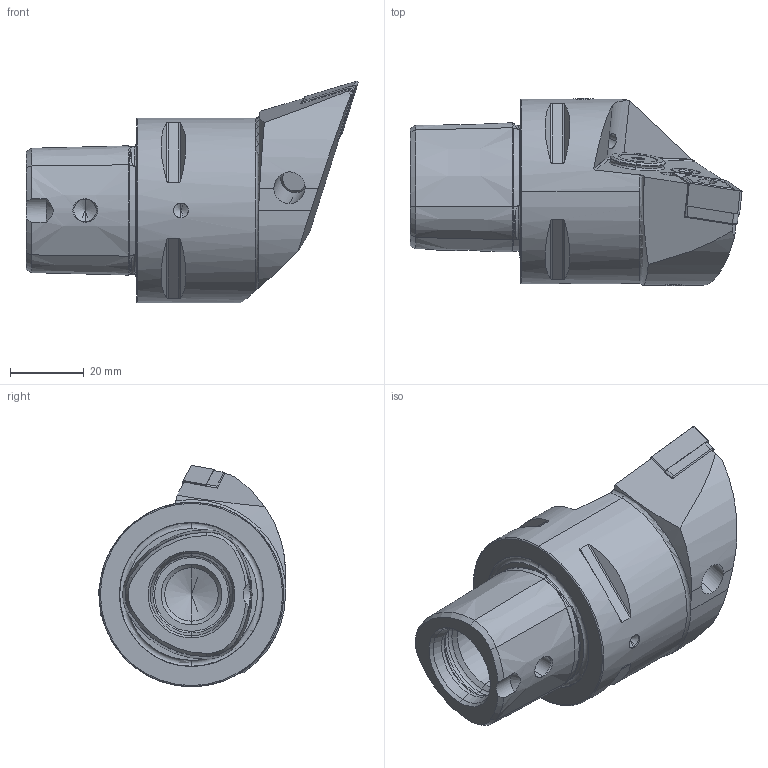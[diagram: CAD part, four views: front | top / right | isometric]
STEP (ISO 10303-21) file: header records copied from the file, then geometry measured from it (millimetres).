
FILE_DESCRIPTION (( 'STEP AP214' ), '1' );
FILE_NAME ('PS5.PDF.LHA.060-HP.STEP', '2020-09-11T12:18:14', ( '' ), ( '' ), 'SwSTEP 2.0', 'SolidWorks 2017', '' );
FILE_SCHEMA (( 'AUTOMOTIVE_DESIGN' ));
Length unit declared in the file: millimetre
Products named in the file (13): DIN 7991 - M5x15; CHP-ER1.008.014_A; CHP-ER1.015.006_A; PS5.PDF.LHA.060-HP; DNMG150604; PS5-PDF.LHA.060-HP_A; CHP-ER1.015.006; WCD-ER1.101.000; WDF-ER3.101.000_A; ISO 8752 2x8; WCD-ER4.101.017_A; WDF-ER2.101.003_A; DIN 3771 - 13x1
Assembly tree (12 placements, depth 3):
  PS5.PDF.LHA.060-HP
    PS5-PDF.LHA.060-HP_A
    WDF-ER2.101.003_A
    DNMG150604
    ISO 8752 2x8
    CHP-ER1.008.014_A
    CHP-ER1.015.006
      CHP-ER1.015.006_A
      DIN 3771 - 13x1
      DIN 7991 - M5x15
    WDF-ER3.101.000_A
    WCD-ER4.101.017_A
    WCD-ER1.101.000
Bounding box: 90.01 x 50.71 x 60.01 mm (x, y, z)
Volume: 94521 mm3; surface area: 24591.2 mm2
Topology: 11 solids, 11 shells, 441 faces, 1046 edges, 619 vertices
Faces by surface type: cone 134, plane 129, cylinder 113, torus 53, bspline 12
Entity records: 14435 total; most frequent: CARTESIAN_POINT 3903, DIRECTION 2114, ORIENTED_EDGE 2044, EDGE_CURVE 1022, AXIS2_PLACEMENT_3D 838, VERTEX_POINT 619, EDGE_LOOP 477, FACE_OUTER_BOUND 441
